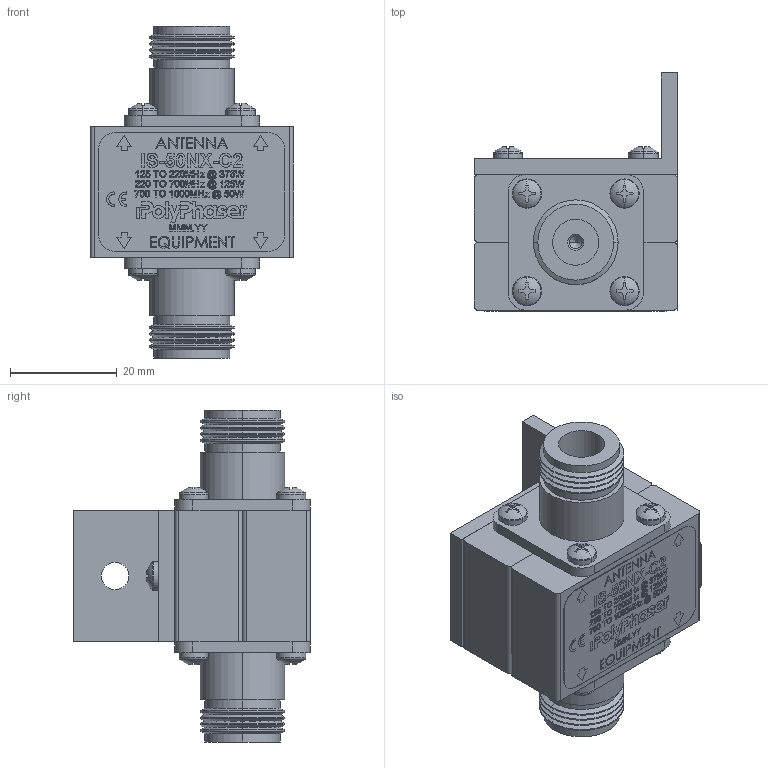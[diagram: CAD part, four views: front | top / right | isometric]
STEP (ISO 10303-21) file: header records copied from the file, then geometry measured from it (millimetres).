
FILE_DESCRIPTION (( 'STEP AP214' ), '1' );
FILE_NAME ('IS-50NX-C2.STEP', '2016-02-04T21:14:44', ( '' ), ( '' ), 'SwSTEP 2.0', 'SolidWorks 2014', '' );
FILE_SCHEMA (( 'AUTOMOTIVE_DESIGN' ));
Length unit declared in the file: inch
Products named in the file (13): 5100-0006; 5230-0002; 2003-1052; 7020-0019; 2011-6100-01; 9040-0287; 2011-6100-02; 1081-0251-05; 9030-0084; Solder_2600-166; 5100-0007; IS-50NX-C2; Solder_2600-163
Assembly tree (19 placements, depth 3):
  Solder_2600-166
  IS-50NX-C2
    9030-0084
      5100-0007
    1081-0251-05  x10
    9040-0287
      2011-6100-02
    2011-6100-01
    7020-0019
    2003-1052
    5230-0002
    5100-0006
  Solder_2600-163
Bounding box: 38.19 x 44.58 x 62.23 mm (x, y, z)
Volume: 30680.4 mm3; surface area: 20605.7 mm2
Topology: 17 solids, 17 shells, 2584 faces, 6359 edges, 3932 vertices
Faces by surface type: plane 998, cone 564, cylinder 510, bspline 466, torus 46
Entity records: 90539 total; most frequent: CARTESIAN_POINT 36200, ORIENTED_EDGE 8522, DIRECTION 6167, EDGE_CURVE 4261, VECTOR 2823, LINE 2823, VERTEX_POINT 2789, EDGE_LOOP 1794
